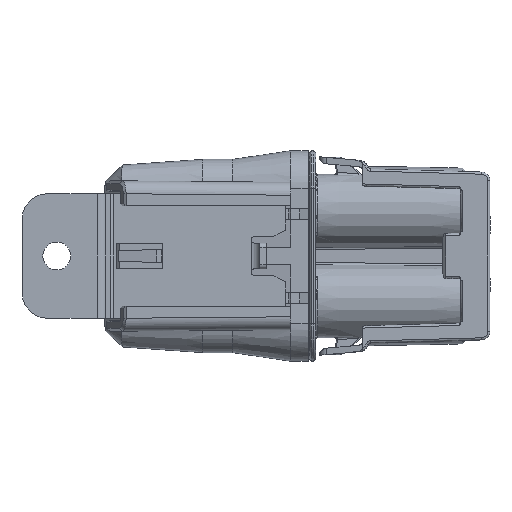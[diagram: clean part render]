
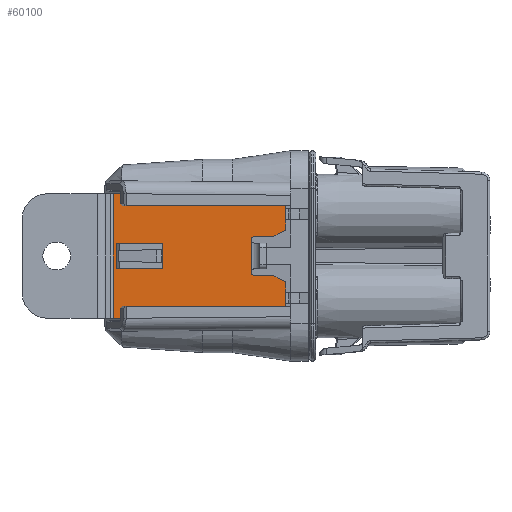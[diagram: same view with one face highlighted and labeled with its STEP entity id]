
A CAD part, left-side view. The second image highlights one B-rep face of the part: STEP entity #60100.
In plain terms, the highlighted face is planar.
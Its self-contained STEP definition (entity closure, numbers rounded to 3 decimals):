
#59153=DIRECTION('',(0.,1.,0.));
#59154=VECTOR('',#59153,9.785);
#59155=CARTESIAN_POINT('',(-3.,-10.382,2.502));
#59156=LINE('',#59155,#59154);
#59157=CARTESIAN_POINT('',(-2.5,-0.597,2.502));
#59158=DIRECTION('',(0.,0.,1.));
#59159=DIRECTION('',(0.,1.,0.));
#59160=AXIS2_PLACEMENT_3D('',#59157,#59158,#59159);
#59162=DIRECTION('',(1.,0.,0.));
#59163=VECTOR('',#59162,5.);
#59164=CARTESIAN_POINT('',(-2.5,-0.097,2.502));
#59165=LINE('',#59164,#59163);
#59166=CARTESIAN_POINT('',(2.5,-0.597,2.502));
#59167=DIRECTION('',(0.,0.,1.));
#59168=DIRECTION('',(1.,0.,0.));
#59169=AXIS2_PLACEMENT_3D('',#59166,#59167,#59168);
#59171=DIRECTION('',(0.,-1.,0.));
#59172=VECTOR('',#59171,9.785);
#59173=CARTESIAN_POINT('',(3.,-0.597,2.502));
#59174=LINE('',#59173,#59172);
#59175=CARTESIAN_POINT('',(2.5,-10.382,2.502));
#59176=DIRECTION('',(0.,0.,1.));
#59177=DIRECTION('',(0.,-1.,0.));
#59178=AXIS2_PLACEMENT_3D('',#59175,#59176,#59177);
#59180=DIRECTION('',(-1.,0.,0.));
#59181=VECTOR('',#59180,5.);
#59182=CARTESIAN_POINT('',(2.5,-10.882,2.502));
#59183=LINE('',#59182,#59181);
#59184=CARTESIAN_POINT('',(-2.5,-10.382,2.502));
#59185=DIRECTION('',(0.,0.,1.));
#59186=DIRECTION('',(-1.,0.,0.));
#59187=AXIS2_PLACEMENT_3D('',#59184,#59185,#59186);
#59189=DIRECTION('',(0.447,-0.894,0.));
#59190=VECTOR('',#59189,4.472);
#59191=CARTESIAN_POINT('',(12.5,28.503,2.502));
#59192=LINE('',#59191,#59190);
#59193=DIRECTION('',(-1.,0.,0.));
#59194=VECTOR('',#59193,6.499);
#59195=CARTESIAN_POINT('',(12.5,28.503,2.502));
#59196=LINE('',#59195,#59194);
#59197=DIRECTION('',(-0.447,-0.894,0.));
#59198=VECTOR('',#59197,3.357);
#59199=CARTESIAN_POINT('',(6.001,28.503,2.502));
#59200=LINE('',#59199,#59198);
#59201=DIRECTION('',(0.,-1.,0.));
#59202=VECTOR('',#59201,4.25);
#59203=CARTESIAN_POINT('',(4.5,25.5,2.502));
#59204=LINE('',#59203,#59202);
#59205=DIRECTION('',(1.,0.,0.));
#59206=VECTOR('',#59205,0.75);
#59207=CARTESIAN_POINT('',(3.,20.5,2.502));
#59208=LINE('',#59207,#59206);
#59209=DIRECTION('',(1.,0.,0.));
#59210=VECTOR('',#59209,0.75);
#59211=CARTESIAN_POINT('',(-3.75,20.5,2.502));
#59212=LINE('',#59211,#59210);
#59213=DIRECTION('',(0.,1.,0.));
#59214=VECTOR('',#59213,4.25);
#59215=CARTESIAN_POINT('',(-4.5,21.25,2.502));
#59216=LINE('',#59215,#59214);
#59217=DIRECTION('',(0.447,-0.894,0.));
#59218=VECTOR('',#59217,3.357);
#59219=CARTESIAN_POINT('',(-6.001,28.503,
2.502));
#59220=LINE('',#59219,#59218);
#59221=DIRECTION('',(-1.,0.,0.));
#59222=VECTOR('',#59221,6.499);
#59223=CARTESIAN_POINT('',(-6.001,28.503,
2.502));
#59224=LINE('',#59223,#59222);
#59225=DIRECTION('',(0.447,0.894,0.));
#59226=VECTOR('',#59225,4.472);
#59227=CARTESIAN_POINT('',(-14.5,24.503,2.502));
#59228=LINE('',#59227,#59226);
#59229=DIRECTION('',(0.,-1.,0.));
#59230=VECTOR('',#59229,36.121);
#59231=CARTESIAN_POINT('',(-14.5,24.503,2.502));
#59232=LINE('',#59231,#59230);
#59233=DIRECTION('',(0.,1.,0.));
#59234=VECTOR('',#59233,36.121);
#59235=CARTESIAN_POINT('',(14.5,-11.618,2.502));
#59236=LINE('',#59235,#59234);
#59305=CARTESIAN_POINT('',(3.75,21.25,2.502));
#59306=DIRECTION('',(0.,0.,1.));
#59307=DIRECTION('',(0.,-1.,0.));
#59308=AXIS2_PLACEMENT_3D('',#59305,#59306,#59307);
#59364=CARTESIAN_POINT('',(-3.75,21.25,2.502));
#59365=DIRECTION('',(0.,0.,1.));
#59366=DIRECTION('',(-1.,0.,0.));
#59367=AXIS2_PLACEMENT_3D('',#59364,#59365,#59366);
#59419=DIRECTION('',(1.,0.,0.));
#59420=VECTOR('',#59419,6.);
#59421=CARTESIAN_POINT('',(-3.,20.5,2.502));
#59422=LINE('',#59421,#59420);
#59537=DIRECTION('',(1.,0.,0.));
#59538=VECTOR('',#59537,29.);
#59539=CARTESIAN_POINT('',(-14.5,-11.618,2.502));
#59540=LINE('',#59539,#59538);
#59633=CARTESIAN_POINT('',(-14.5,-11.618,2.502));
#59634=CARTESIAN_POINT('',(14.5,-11.618,2.502));
#59635=VERTEX_POINT('',#59633);
#59636=VERTEX_POINT('',#59634);
#59637=CARTESIAN_POINT('',(-3.,-10.382,2.502));
#59638=CARTESIAN_POINT('',(-3.,-0.597,2.502));
#59639=VERTEX_POINT('',#59637);
#59640=VERTEX_POINT('',#59638);
#59641=CARTESIAN_POINT('',(-2.5,-0.097,2.502));
#59642=VERTEX_POINT('',#59641);
#59643=CARTESIAN_POINT('',(2.5,-0.097,2.502));
#59644=VERTEX_POINT('',#59643);
#59645=CARTESIAN_POINT('',(3.,-0.597,2.502));
#59646=VERTEX_POINT('',#59645);
#59647=CARTESIAN_POINT('',(3.,-10.382,2.502));
#59648=VERTEX_POINT('',#59647);
#59649=CARTESIAN_POINT('',(2.5,-10.882,2.502));
#59650=VERTEX_POINT('',#59649);
#59651=CARTESIAN_POINT('',(-2.5,-10.882,2.502));
#59652=VERTEX_POINT('',#59651);
#59677=CARTESIAN_POINT('',(-6.001,28.503,
2.502));
#59679=VERTEX_POINT('',#59677);
#59689=CARTESIAN_POINT('',(-4.5,25.5,2.502));
#59690=VERTEX_POINT('',#59689);
#59691=CARTESIAN_POINT('',(6.001,28.503,2.502));
#59692=CARTESIAN_POINT('',(4.5,25.5,2.502));
#59693=VERTEX_POINT('',#59691);
#59694=VERTEX_POINT('',#59692);
#59706=CARTESIAN_POINT('',(4.5,21.25,2.502));
#59708=VERTEX_POINT('',#59706);
#59709=CARTESIAN_POINT('',(3.,20.5,2.502));
#59710=CARTESIAN_POINT('',(3.75,20.5,2.502));
#59711=VERTEX_POINT('',#59709);
#59712=VERTEX_POINT('',#59710);
#59719=CARTESIAN_POINT('',(-3.,20.5,2.502));
#59720=VERTEX_POINT('',#59719);
#59721=CARTESIAN_POINT('',(-4.5,21.25,2.502));
#59722=CARTESIAN_POINT('',(-3.75,20.5,2.502));
#59723=VERTEX_POINT('',#59721);
#59724=VERTEX_POINT('',#59722);
#59767=CARTESIAN_POINT('',(12.5,28.503,2.502));
#59768=VERTEX_POINT('',#59767);
#59769=CARTESIAN_POINT('',(14.5,24.503,2.502));
#59770=VERTEX_POINT('',#59769);
#59775=CARTESIAN_POINT('',(-14.5,24.503,2.502));
#59776=VERTEX_POINT('',#59775);
#59777=CARTESIAN_POINT('',(-12.5,28.503,2.502));
#59778=VERTEX_POINT('',#59777);
#60044=CARTESIAN_POINT('',(14.5,-12.784,2.502));
#60045=DIRECTION('',(0.,0.,1.));
#60046=DIRECTION('',(1.,0.,0.));
#60047=AXIS2_PLACEMENT_3D('',#60044,#60045,#60046);
#60048=PLANE('',#60047);
#60050=ORIENTED_EDGE('',*,*,#60049,.F.);
#60052=ORIENTED_EDGE('',*,*,#60051,.T.);
#60054=ORIENTED_EDGE('',*,*,#60053,.T.);
#60056=ORIENTED_EDGE('',*,*,#60055,.T.);
#60058=ORIENTED_EDGE('',*,*,#60057,.F.);
#60060=ORIENTED_EDGE('',*,*,#60059,.F.);
#60062=ORIENTED_EDGE('',*,*,#60061,.F.);
#60064=ORIENTED_EDGE('',*,*,#60063,.F.);
#60066=ORIENTED_EDGE('',*,*,#60065,.F.);
#60068=ORIENTED_EDGE('',*,*,#60067,.T.);
#60070=ORIENTED_EDGE('',*,*,#60069,.F.);
#60072=ORIENTED_EDGE('',*,*,#60071,.T.);
#60074=ORIENTED_EDGE('',*,*,#60073,.F.);
#60076=ORIENTED_EDGE('',*,*,#60075,.T.);
#60078=ORIENTED_EDGE('',*,*,#60077,.T.);
#60080=ORIENTED_EDGE('',*,*,#60079,.T.);
#60081=EDGE_LOOP('',(#60050,#60052,#60054,#60056,#60058,#60060,#60062,#60064,
#60066,#60068,#60070,#60072,#60074,#60076,#60078,#60080));
#60082=FACE_OUTER_BOUND('',#60081,.F.);
#60083=ORIENTED_EDGE('',*,*,#60034,.T.);
#60085=ORIENTED_EDGE('',*,*,#60084,.F.);
#60087=ORIENTED_EDGE('',*,*,#60086,.T.);
#60089=ORIENTED_EDGE('',*,*,#60088,.F.);
#60091=ORIENTED_EDGE('',*,*,#60090,.T.);
#60093=ORIENTED_EDGE('',*,*,#60092,.F.);
#60095=ORIENTED_EDGE('',*,*,#60094,.T.);
#60097=ORIENTED_EDGE('',*,*,#60096,.F.);
#60098=EDGE_LOOP('',(#60083,#60085,#60087,#60089,#60091,#60093,#60095,#60097));
#60099=FACE_BOUND('',#60098,.F.);
#60100=ADVANCED_FACE('',(#60082,#60099),#60048,.F.);
#59161=CIRCLE('',#59160,0.5);
#59170=CIRCLE('',#59169,0.5);
#59179=CIRCLE('',#59178,0.5);
#59188=CIRCLE('',#59187,0.5);
#59309=CIRCLE('',#59308,0.75);
#59368=CIRCLE('',#59367,0.75);
#60034=EDGE_CURVE('',#59639,#59640,#59156,.T.);
#60049=EDGE_CURVE('',#59768,#59770,#59192,.T.);
#60051=EDGE_CURVE('',#59768,#59693,#59196,.T.);
#60053=EDGE_CURVE('',#59693,#59694,#59200,.T.);
#60055=EDGE_CURVE('',#59694,#59708,#59204,.T.);
#60057=EDGE_CURVE('',#59712,#59708,#59309,.T.);
#60059=EDGE_CURVE('',#59711,#59712,#59208,.T.);
#60061=EDGE_CURVE('',#59720,#59711,#59422,.T.);
#60063=EDGE_CURVE('',#59724,#59720,#59212,.T.);
#60065=EDGE_CURVE('',#59723,#59724,#59368,.T.);
#60067=EDGE_CURVE('',#59723,#59690,#59216,.T.);
#60069=EDGE_CURVE('',#59679,#59690,#59220,.T.);
#60071=EDGE_CURVE('',#59679,#59778,#59224,.T.);
#60073=EDGE_CURVE('',#59776,#59778,#59228,.T.);
#60075=EDGE_CURVE('',#59776,#59635,#59232,.T.);
#60077=EDGE_CURVE('',#59635,#59636,#59540,.T.);
#60079=EDGE_CURVE('',#59636,#59770,#59236,.T.);
#60084=EDGE_CURVE('',#59642,#59640,#59161,.T.);
#60086=EDGE_CURVE('',#59642,#59644,#59165,.T.);
#60088=EDGE_CURVE('',#59646,#59644,#59170,.T.);
#60090=EDGE_CURVE('',#59646,#59648,#59174,.T.);
#60092=EDGE_CURVE('',#59650,#59648,#59179,.T.);
#60094=EDGE_CURVE('',#59650,#59652,#59183,.T.);
#60096=EDGE_CURVE('',#59639,#59652,#59188,.T.);
